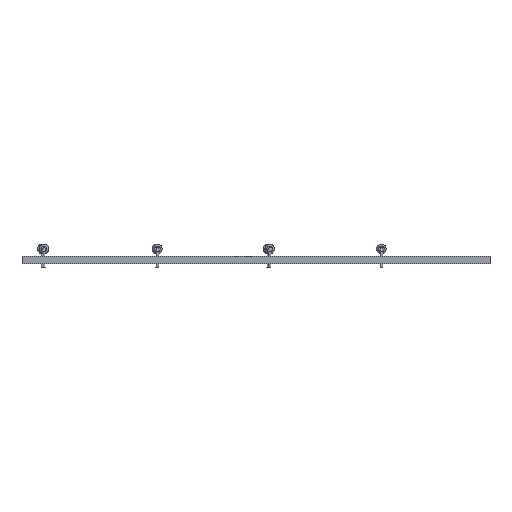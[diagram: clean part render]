
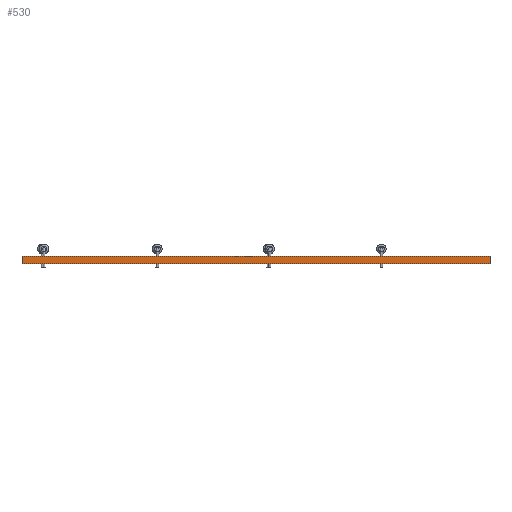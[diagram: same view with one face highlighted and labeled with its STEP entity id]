
A CAD part, front view. The second image highlights one B-rep face of the part: STEP entity #530.
In plain terms, the highlighted planar face has unit normal (0, -1, 0).
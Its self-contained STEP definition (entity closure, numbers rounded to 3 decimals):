
#530 = ADVANCED_FACE('',(#531),#565,.T.);
#531 = FACE_BOUND('',#532,.T.);
#532 = EDGE_LOOP('',(#533,#543,#551,#559));
#533 = ORIENTED_EDGE('',*,*,#534,.T.);
#534 = EDGE_CURVE('',#535,#537,#539,.T.);
#535 = VERTEX_POINT('',#536);
#536 = CARTESIAN_POINT('',(49.25,-43.75,0.));
#537 = VERTEX_POINT('',#538);
#538 = CARTESIAN_POINT('',(49.25,-43.75,1.6));
#539 = LINE('',#540,#541);
#540 = CARTESIAN_POINT('',(49.25,-43.75,0.));
#541 = VECTOR('',#542,1.);
#542 = DIRECTION('',(0.,0.,1.));
#543 = ORIENTED_EDGE('',*,*,#544,.T.);
#544 = EDGE_CURVE('',#537,#545,#547,.T.);
#545 = VERTEX_POINT('',#546);
#546 = CARTESIAN_POINT('',(-49.25,-43.75,1.6));
#547 = LINE('',#548,#549);
#548 = CARTESIAN_POINT('',(49.25,-43.75,1.6));
#549 = VECTOR('',#550,1.);
#550 = DIRECTION('',(-1.,0.,0.));
#551 = ORIENTED_EDGE('',*,*,#552,.F.);
#552 = EDGE_CURVE('',#553,#545,#555,.T.);
#553 = VERTEX_POINT('',#554);
#554 = CARTESIAN_POINT('',(-49.25,-43.75,0.));
#555 = LINE('',#556,#557);
#556 = CARTESIAN_POINT('',(-49.25,-43.75,0.));
#557 = VECTOR('',#558,1.);
#558 = DIRECTION('',(0.,0.,1.));
#559 = ORIENTED_EDGE('',*,*,#560,.F.);
#560 = EDGE_CURVE('',#535,#553,#561,.T.);
#561 = LINE('',#562,#563);
#562 = CARTESIAN_POINT('',(49.25,-43.75,0.));
#563 = VECTOR('',#564,1.);
#564 = DIRECTION('',(-1.,0.,0.));
#565 = PLANE('',#566);
#566 = AXIS2_PLACEMENT_3D('',#567,#568,#569);
#567 = CARTESIAN_POINT('',(49.25,-43.75,0.));
#568 = DIRECTION('',(0.,-1.,0.));
#569 = DIRECTION('',(-1.,0.,0.));
